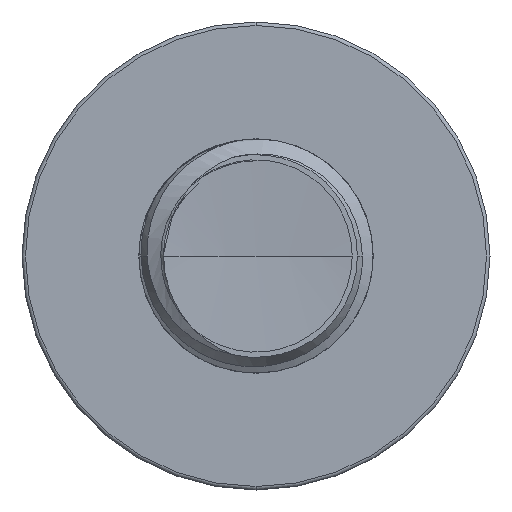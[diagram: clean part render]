
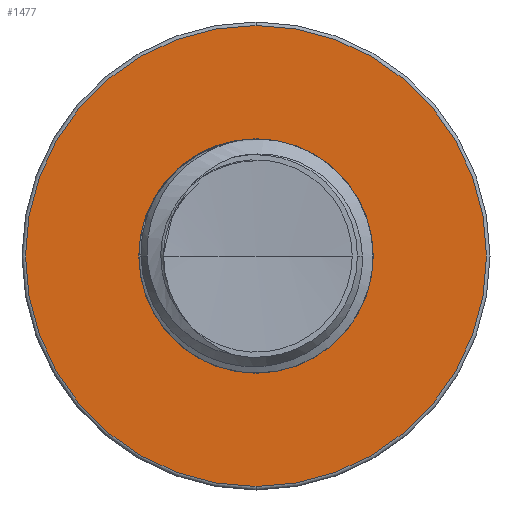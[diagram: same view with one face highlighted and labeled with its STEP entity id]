
A CAD part, front view. The second image highlights one B-rep face of the part: STEP entity #1477.
In plain terms, the highlighted planar face has unit normal (0, -1, 0).
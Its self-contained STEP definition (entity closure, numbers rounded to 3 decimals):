
#668 = DIRECTION ( 'NONE',  ( 0., -1., 0. ) ) ;
#1321 = AXIS2_PLACEMENT_3D ( 'NONE', #12886, #668, #14847 ) ;
#1415 = DIRECTION ( 'NONE',  ( 0., 0., -1. ) ) ;
#1477 = ADVANCED_FACE ( 'NONE', ( #7087, #17185 ), #13092, .T. ) ;
#2448 = VERTEX_POINT ( 'NONE', #5566 ) ;
#2554 = CARTESIAN_POINT ( 'NONE',  ( 0., 7.5, -1.754 ) ) ;
#2729 = EDGE_CURVE ( 'NONE', #6195, #2448, #7403, .T. ) ;
#3629 = EDGE_CURVE ( 'NONE', #25683, #10160, #20795, .T. ) ;
#3998 = ORIENTED_EDGE ( 'NONE', *, *, #11652, .T. ) ;
#4440 = DIRECTION ( 'NONE',  ( 0., 0., -1. ) ) ;
#4472 = DIRECTION ( 'NONE',  ( 0., -1., 0. ) ) ;
#4508 = CARTESIAN_POINT ( 'NONE',  ( 0., 7.5, 0. ) ) ;
#4662 = ORIENTED_EDGE ( 'NONE', *, *, #2729, .F. ) ;
#5566 = CARTESIAN_POINT ( 'NONE',  ( 0., 7.5, 1.754 ) ) ;
#6195 = VERTEX_POINT ( 'NONE', #2554 ) ;
#7087 = FACE_OUTER_BOUND ( 'NONE', #7896, .T. ) ;
#7403 = CIRCLE ( 'NONE', #12705, 1.754 ) ;
#7896 = EDGE_LOOP ( 'NONE', ( #3998, #20063 ) ) ;
#8373 = CIRCLE ( 'NONE', #22113, 1.754 ) ;
#8437 = DIRECTION ( 'NONE',  ( 0., -1., 0. ) ) ;
#10160 = VERTEX_POINT ( 'NONE', #17275 ) ;
#10175 = ORIENTED_EDGE ( 'NONE', *, *, #23205, .F. ) ;
#11652 = EDGE_CURVE ( 'NONE', #10160, #25683, #14134, .T. ) ;
#11916 = DIRECTION ( 'NONE',  ( 0., 0., -1. ) ) ;
#11965 = DIRECTION ( 'NONE',  ( 0., -1., 0. ) ) ;
#12313 = CARTESIAN_POINT ( 'NONE',  ( 0., 7.5, 1.754 ) ) ;
#12705 = AXIS2_PLACEMENT_3D ( 'NONE', #4508, #4472, #4440 ) ;
#12886 = CARTESIAN_POINT ( 'NONE',  ( 0., 7.5, 0. ) ) ;
#13092 = PLANE ( 'NONE',  #22945 ) ;
#13554 = DIRECTION ( 'NONE',  ( 0., -1., 0. ) ) ;
#14094 = CARTESIAN_POINT ( 'NONE',  ( 0., 7.5, 3.447 ) ) ;
#14134 = CIRCLE ( 'NONE', #22492, 3.447 ) ;
#14847 = DIRECTION ( 'NONE',  ( 0., 0., -1. ) ) ;
#17185 = FACE_BOUND ( 'NONE', #21064, .T. ) ;
#17275 = CARTESIAN_POINT ( 'NONE',  ( 0., 7.5, -3.447 ) ) ;
#20063 = ORIENTED_EDGE ( 'NONE', *, *, #3629, .T. ) ;
#20348 = CARTESIAN_POINT ( 'NONE',  ( 0., 7.5, 0. ) ) ;
#20795 = CIRCLE ( 'NONE', #1321, 3.447 ) ;
#21064 = EDGE_LOOP ( 'NONE', ( #4662, #10175 ) ) ;
#22113 = AXIS2_PLACEMENT_3D ( 'NONE', #20348, #8437, #22349 ) ;
#22349 = DIRECTION ( 'NONE',  ( 0., 0., -1. ) ) ;
#22492 = AXIS2_PLACEMENT_3D ( 'NONE', #25199, #13554, #1415 ) ;
#22945 = AXIS2_PLACEMENT_3D ( 'NONE', #12313, #11965, #11916 ) ;
#23205 = EDGE_CURVE ( 'NONE', #2448, #6195, #8373, .T. ) ;
#25199 = CARTESIAN_POINT ( 'NONE',  ( 0., 7.5, 0. ) ) ;
#25683 = VERTEX_POINT ( 'NONE', #14094 ) ;
